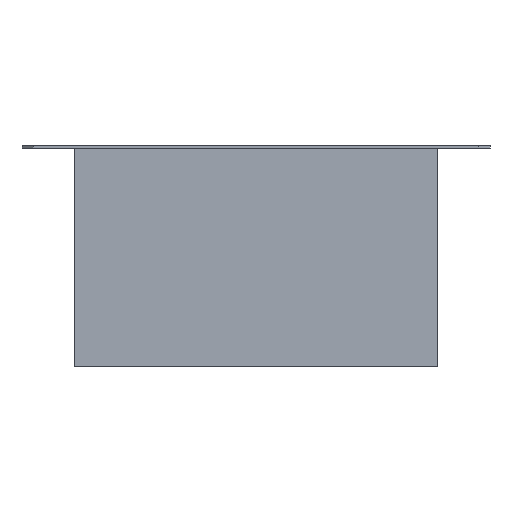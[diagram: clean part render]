
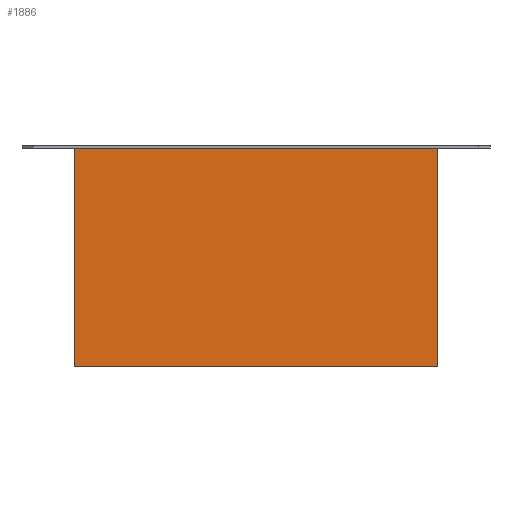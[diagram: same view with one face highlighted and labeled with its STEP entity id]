
A CAD part, front view. The second image highlights one B-rep face of the part: STEP entity #1886.
In plain terms, the highlighted planar face has unit normal (0, -1, 0).
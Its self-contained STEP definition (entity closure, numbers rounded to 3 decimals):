
#17 = VERTEX_POINT ( 'NONE', #1075 ) ;
#26 = EDGE_CURVE ( 'NONE', #17, #1355, #687, .T. ) ;
#133 = FACE_OUTER_BOUND ( 'NONE', #1045, .T. ) ;
#137 = CARTESIAN_POINT ( 'NONE',  ( 164.5, -164.5, -200. ) ) ;
#197 = LINE ( 'NONE', #712, #1141 ) ;
#260 = PLANE ( 'NONE',  #1887 ) ;
#288 = VERTEX_POINT ( 'NONE', #1531 ) ;
#304 = CARTESIAN_POINT ( 'NONE',  ( 164.5, -164.5, -200. ) ) ;
#487 = EDGE_CURVE ( 'NONE', #994, #288, #1709, .T. ) ;
#541 = DIRECTION ( 'NONE',  ( 1., 0., 0. ) ) ;
#645 = ORIENTED_EDGE ( 'NONE', *, *, #1227, .T. ) ;
#687 = LINE ( 'NONE', #1537, #1260 ) ;
#712 = CARTESIAN_POINT ( 'NONE',  ( 0., -164.5, -2. ) ) ;
#722 = LINE ( 'NONE', #1499, #1295 ) ;
#797 = ORIENTED_EDGE ( 'NONE', *, *, #26, .F. ) ;
#994 = VERTEX_POINT ( 'NONE', #304 ) ;
#1039 = CARTESIAN_POINT ( 'NONE',  ( -164.5, -164.5, -2. ) ) ;
#1045 = EDGE_LOOP ( 'NONE', ( #1816, #797, #645, #1064 ) ) ;
#1062 = DIRECTION ( 'NONE',  ( 0., -1., 0. ) ) ;
#1064 = ORIENTED_EDGE ( 'NONE', *, *, #487, .T. ) ;
#1075 = CARTESIAN_POINT ( 'NONE',  ( -164.5, -164.5, -200. ) ) ;
#1141 = VECTOR ( 'NONE', #1503, 1000. ) ;
#1227 = EDGE_CURVE ( 'NONE', #17, #994, #722, .T. ) ;
#1240 = DIRECTION ( 'NONE',  ( 0., 0., -1. ) ) ;
#1251 = CARTESIAN_POINT ( 'NONE',  ( 164.5, -164.5, -200. ) ) ;
#1260 = VECTOR ( 'NONE', #1392, 1000. ) ;
#1265 = EDGE_CURVE ( 'NONE', #1355, #288, #197, .T. ) ;
#1295 = VECTOR ( 'NONE', #541, 1000. ) ;
#1355 = VERTEX_POINT ( 'NONE', #1039 ) ;
#1392 = DIRECTION ( 'NONE',  ( 0., 0., 1. ) ) ;
#1499 = CARTESIAN_POINT ( 'NONE',  ( 164.5, -164.5, -200. ) ) ;
#1503 = DIRECTION ( 'NONE',  ( 1., 0., 0. ) ) ;
#1531 = CARTESIAN_POINT ( 'NONE',  ( 164.5, -164.5, -2. ) ) ;
#1537 = CARTESIAN_POINT ( 'NONE',  ( -164.5, -164.5, -200. ) ) ;
#1610 = DIRECTION ( 'NONE',  ( 0., 0., 1. ) ) ;
#1709 = LINE ( 'NONE', #1251, #1787 ) ;
#1787 = VECTOR ( 'NONE', #1610, 1000. ) ;
#1816 = ORIENTED_EDGE ( 'NONE', *, *, #1265, .F. ) ;
#1886 = ADVANCED_FACE ( 'NONE', ( #133 ), #260, .T. ) ;
#1887 = AXIS2_PLACEMENT_3D ( 'NONE', #137, #1062, #1240 ) ;
